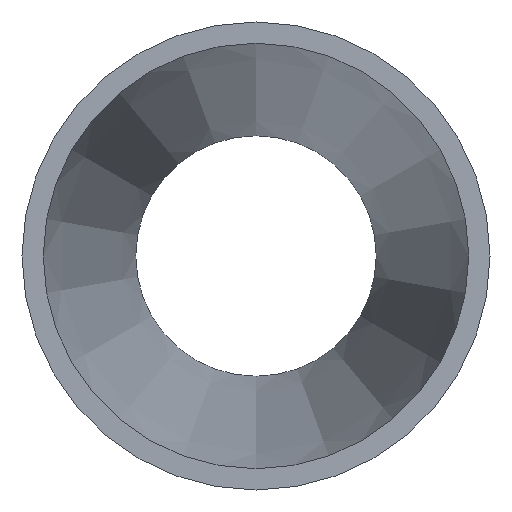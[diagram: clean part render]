
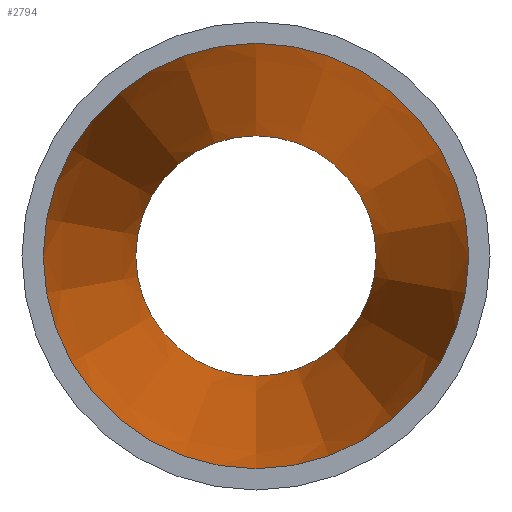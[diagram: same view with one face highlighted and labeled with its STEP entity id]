
A CAD part, front view. The second image highlights one B-rep face of the part: STEP entity #2794.
In plain terms, the highlighted conical face has half-angle 7.829 degrees and reference radius 20.231 mm.
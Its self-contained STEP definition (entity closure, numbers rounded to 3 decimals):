
#53 = EDGE_LOOP ( 'NONE', ( #18190 ) ) ;
#871 = EDGE_CURVE ( 'NONE', #10782, #10782, #12574, .T. ) ;
#889 = CARTESIAN_POINT ( 'NONE',  ( 0., 64., -11.431 ) ) ;
#1149 = DIRECTION ( 'NONE',  ( 0., -1., 0. ) ) ;
#1249 = DIRECTION ( 'NONE',  ( 0., 0., -1. ) ) ;
#1376 = DIRECTION ( 'NONE',  ( 0., 0., -1. ) ) ;
#1534 = CONICAL_SURFACE ( 'NONE', #13633, 20.231, 0.137 ) ;
#2325 = DIRECTION ( 'NONE',  ( 0., -1., 0. ) ) ;
#2485 = CARTESIAN_POINT ( 'NONE',  ( 0., 0., -20.231 ) ) ;
#2794 = ADVANCED_FACE ( 'NONE', ( #13912, #12533 ), #1534, .F. ) ;
#3511 = AXIS2_PLACEMENT_3D ( 'NONE', #13686, #1149, #1249 ) ;
#3920 = EDGE_LOOP ( 'NONE', ( #16340 ) ) ;
#4350 = DIRECTION ( 'NONE',  ( 0., -1., 0. ) ) ;
#5023 = EDGE_CURVE ( 'NONE', #6078, #6078, #14697, .T. ) ;
#6078 = VERTEX_POINT ( 'NONE', #2485 ) ;
#6666 = AXIS2_PLACEMENT_3D ( 'NONE', #15049, #2325, #19572 ) ;
#10782 = VERTEX_POINT ( 'NONE', #889 ) ;
#12433 = CARTESIAN_POINT ( 'NONE',  ( 0., 0., 0. ) ) ;
#12533 = FACE_OUTER_BOUND ( 'NONE', #3920, .T. ) ;
#12574 = CIRCLE ( 'NONE', #3511, 11.431 ) ;
#13633 = AXIS2_PLACEMENT_3D ( 'NONE', #12433, #4350, #1376 ) ;
#13686 = CARTESIAN_POINT ( 'NONE',  ( 0., 64., 0. ) ) ;
#13912 = FACE_BOUND ( 'NONE', #53, .T. ) ;
#14697 = CIRCLE ( 'NONE', #6666, 20.231 ) ;
#15049 = CARTESIAN_POINT ( 'NONE',  ( 0., 0., 0. ) ) ;
#16340 = ORIENTED_EDGE ( 'NONE', *, *, #5023, .T. ) ;
#18190 = ORIENTED_EDGE ( 'NONE', *, *, #871, .F. ) ;
#19572 = DIRECTION ( 'NONE',  ( 0., 0., -1. ) ) ;
